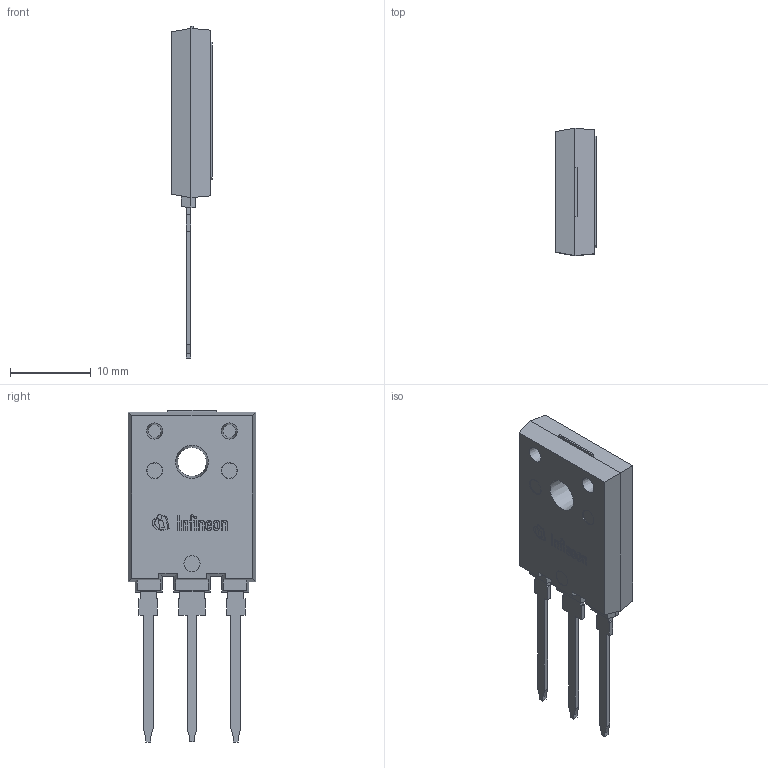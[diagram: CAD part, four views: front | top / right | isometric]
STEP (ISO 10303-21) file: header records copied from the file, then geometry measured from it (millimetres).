
FILE_DESCRIPTION(/* description */ (''),/* implementation_level */ '2;1');
FILE_NAME(/* name */ 'PG-HSIP247-3-1_Z8B00178105_V02_3D.stp',/* time_stamp */ '2020-02-04T18:15:00+06:00',/* author */ ('janartha'),/* organization */ (''),/* preprocessor_version */ 'ST-DEVELOPER v16.13',/* originating_system */ 'AutoCAD Mechanical',/* authorisation */ '');
FILE_SCHEMA (('AUTOMOTIVE_DESIGN { 1 0 10303 214 3 1 1 }'));
Length unit declared in the file: millimetre
Products named in the file (1): Product
Bounding box: 5.05 x 15.8 x 41.21 mm (x, y, z)
Volume: 1579.7 mm3; surface area: 1761.2 mm2
Topology: 18 solids, 18 shells, 237 faces, 570 edges, 374 vertices
Faces by surface type: plane 207, bspline 18, cylinder 7, cone 3, torus 2
Full cylindrical faces by diameter (mm): 0.289 x1, 0.58 x1, 2 x3, 5.8 x1
Entity records: 6979 total; most frequent: CARTESIAN_POINT 1597, ORIENTED_EDGE 1118, DIRECTION 985, EDGE_CURVE 559, LINE 501, VECTOR 501, VERTEX_POINT 374, EDGE_LOOP 261
